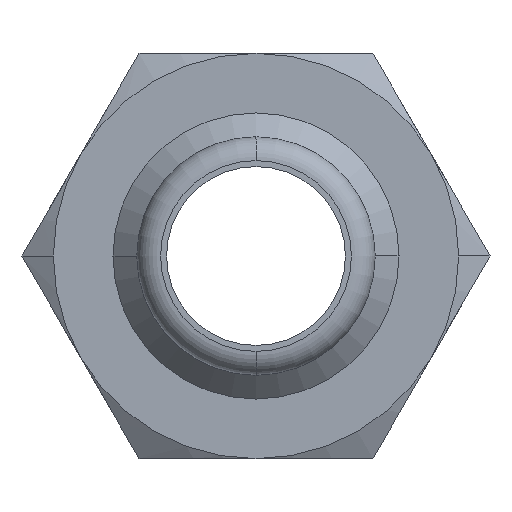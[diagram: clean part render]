
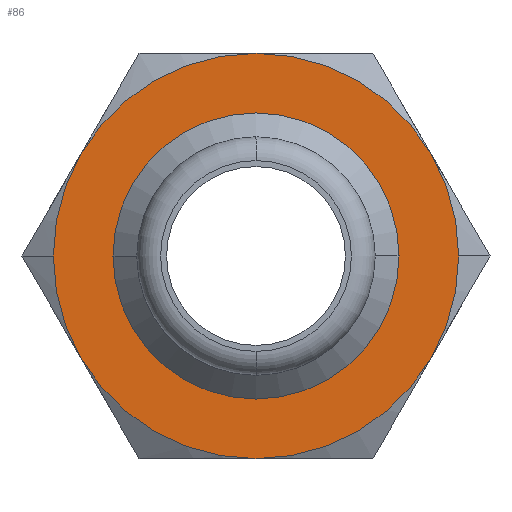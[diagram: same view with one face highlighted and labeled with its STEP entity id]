
A CAD part, front view. The second image highlights one B-rep face of the part: STEP entity #86.
In plain terms, the highlighted planar face has unit normal (0, -1, 0).
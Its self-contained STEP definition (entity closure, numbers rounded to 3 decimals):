
#86=ADVANCED_FACE('',(#206,#207),#208,.T.);
#206=FACE_OUTER_BOUND('',#361,.T.);
#207=FACE_BOUND('',#362,.T.);
#208=PLANE('',#363);
#361=EDGE_LOOP('',(#548,#549,#550,#551,#552,#553,#554,#555));
#362=EDGE_LOOP('',(#556,#557));
#363=AXIS2_PLACEMENT_3D('',#558,#559,#560);
#548=ORIENTED_EDGE('',*,*,#924,.F.);
#549=ORIENTED_EDGE('',*,*,#925,.F.);
#550=ORIENTED_EDGE('',*,*,#926,.F.);
#551=ORIENTED_EDGE('',*,*,#927,.F.);
#552=ORIENTED_EDGE('',*,*,#928,.F.);
#553=ORIENTED_EDGE('',*,*,#929,.F.);
#554=ORIENTED_EDGE('',*,*,#930,.F.);
#555=ORIENTED_EDGE('',*,*,#931,.F.);
#556=ORIENTED_EDGE('',*,*,#932,.F.);
#557=ORIENTED_EDGE('',*,*,#933,.F.);
#558=CARTESIAN_POINT('',(4.25,20.0,0.0));
#559=DIRECTION('',(-0.0,-1.0,-0.0));
#560=DIRECTION('',(-1.0,0.0,0.0));
#924=EDGE_CURVE('',#1104,#1105,#1106,.T.);
#925=EDGE_CURVE('',#1107,#1104,#1108,.T.);
#926=EDGE_CURVE('',#1072,#1107,#1109,.T.);
#927=EDGE_CURVE('',#1110,#1072,#1111,.T.);
#928=EDGE_CURVE('',#1112,#1110,#1113,.T.);
#929=EDGE_CURVE('',#1086,#1112,#1114,.T.);
#930=EDGE_CURVE('',#1115,#1086,#1116,.T.);
#931=EDGE_CURVE('',#1105,#1115,#1117,.T.);
#932=EDGE_CURVE('',#1118,#1119,#1120,.T.);
#933=EDGE_CURVE('',#1119,#1118,#1121,.T.);
#1072=VERTEX_POINT('',#1300);
#1086=VERTEX_POINT('',#1360);
#1104=VERTEX_POINT('',#1426);
#1105=VERTEX_POINT('',#1427);
#1106=CIRCLE('',#1428,8.5);
#1107=VERTEX_POINT('',#1429);
#1108=CIRCLE('',#1430,8.5);
#1109=CIRCLE('',#1431,8.5);
#1110=VERTEX_POINT('',#1432);
#1111=CIRCLE('',#1433,8.5);
#1112=VERTEX_POINT('',#1434);
#1113=CIRCLE('',#1435,8.5);
#1114=CIRCLE('',#1436,8.5);
#1115=VERTEX_POINT('',#1437);
#1116=CIRCLE('',#1438,8.5);
#1117=CIRCLE('',#1439,8.5);
#1118=VERTEX_POINT('',#1440);
#1119=VERTEX_POINT('',#1441);
#1120=CIRCLE('',#1442,6.0);
#1121=CIRCLE('',#1443,6.0);
#1300=CARTESIAN_POINT('',(-7.361,20.0,4.25));
#1360=CARTESIAN_POINT('',(0.0,20.0,-8.5));
#1426=CARTESIAN_POINT('',(7.361,20.0,4.25));
#1427=CARTESIAN_POINT('',(8.5,20.0,0.));
#1428=AXIS2_PLACEMENT_3D('',#1788,#1789,#1790);
#1429=CARTESIAN_POINT('',(0.,20.0,8.5));
#1430=AXIS2_PLACEMENT_3D('',#1791,#1792,#1793);
#1431=AXIS2_PLACEMENT_3D('',#1794,#1795,#1796);
#1432=CARTESIAN_POINT('',(-8.5,20.0,0.));
#1433=AXIS2_PLACEMENT_3D('',#1797,#1798,#1799);
#1434=CARTESIAN_POINT('',(-7.361,20.0,-4.25));
#1435=AXIS2_PLACEMENT_3D('',#1800,#1801,#1802);
#1436=AXIS2_PLACEMENT_3D('',#1803,#1804,#1805);
#1437=CARTESIAN_POINT('',(7.361,20.0,-4.25));
#1438=AXIS2_PLACEMENT_3D('',#1806,#1807,#1808);
#1439=AXIS2_PLACEMENT_3D('',#1809,#1810,#1811);
#1440=CARTESIAN_POINT('',(-6.0,20.0,0.));
#1441=CARTESIAN_POINT('',(6.0,20.0,0.));
#1442=AXIS2_PLACEMENT_3D('',#1812,#1813,#1814);
#1443=AXIS2_PLACEMENT_3D('',#1815,#1816,#1817);
#1788=CARTESIAN_POINT('',(0.0,20.0,0.0));
#1789=DIRECTION('',(-0.0,1.0,0.0));
#1790=DIRECTION('',(1.0,0.0,0.0));
#1791=CARTESIAN_POINT('',(0.0,20.0,0.0));
#1792=DIRECTION('',(-0.0,1.0,0.0));
#1793=DIRECTION('',(1.0,0.0,0.0));
#1794=CARTESIAN_POINT('',(0.0,20.0,0.0));
#1795=DIRECTION('',(-0.0,1.0,0.0));
#1796=DIRECTION('',(1.0,0.0,0.0));
#1797=CARTESIAN_POINT('',(0.0,20.0,0.0));
#1798=DIRECTION('',(-0.0,1.0,0.0));
#1799=DIRECTION('',(1.0,0.0,0.0));
#1800=CARTESIAN_POINT('',(0.0,20.0,0.0));
#1801=DIRECTION('',(-0.0,1.0,0.0));
#1802=DIRECTION('',(1.0,0.0,0.0));
#1803=CARTESIAN_POINT('',(0.0,20.0,0.0));
#1804=DIRECTION('',(-0.0,1.0,0.0));
#1805=DIRECTION('',(1.0,0.0,0.0));
#1806=CARTESIAN_POINT('',(0.0,20.0,0.0));
#1807=DIRECTION('',(-0.0,1.0,0.0));
#1808=DIRECTION('',(1.0,0.0,0.0));
#1809=CARTESIAN_POINT('',(0.0,20.0,0.0));
#1810=DIRECTION('',(-0.0,1.0,0.0));
#1811=DIRECTION('',(1.0,0.0,0.0));
#1812=CARTESIAN_POINT('',(0.0,20.0,0.0));
#1813=DIRECTION('',(0.0,-1.0,0.0));
#1814=DIRECTION('',(1.0,0.0,0.0));
#1815=CARTESIAN_POINT('',(0.0,20.0,0.0));
#1816=DIRECTION('',(0.0,-1.0,0.0));
#1817=DIRECTION('',(1.0,0.0,0.0));
